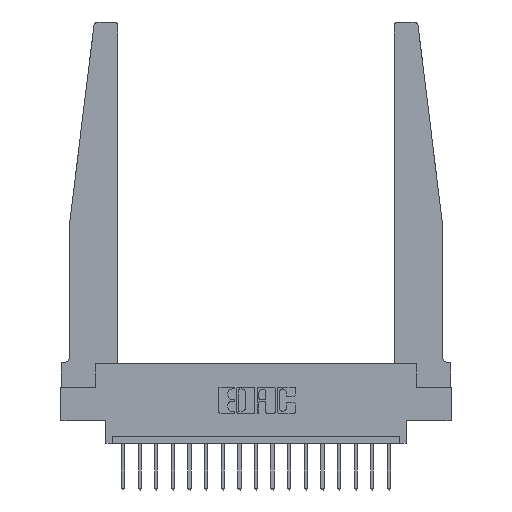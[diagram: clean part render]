
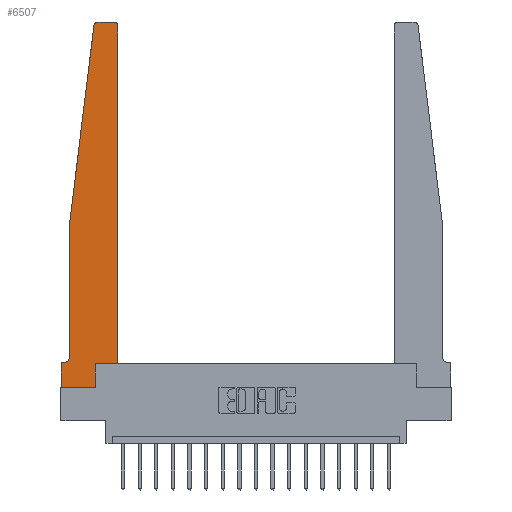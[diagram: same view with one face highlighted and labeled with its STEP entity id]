
A CAD part, top view. The second image highlights one B-rep face of the part: STEP entity #6507.
In plain terms, the highlighted planar face has unit normal (0, 0, 1).
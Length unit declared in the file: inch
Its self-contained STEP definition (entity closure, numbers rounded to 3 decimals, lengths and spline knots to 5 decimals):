
#115 = CARTESIAN_POINT ( 'NONE',  ( 0.425, 2.72, 0.37 ) ) ;
#203 = VECTOR ( 'NONE', #2505, 39.37008 ) ;
#786 = FACE_OUTER_BOUND ( 'NONE', #18730, .T. ) ;
#913 = DIRECTION ( 'NONE',  ( 0., -1., 0. ) ) ;
#1421 = DIRECTION ( 'NONE',  ( -0.122, -0.992, 0. ) ) ;
#1610 = DIRECTION ( 'NONE',  ( 0., -1., 0. ) ) ;
#1825 = PLANE ( 'NONE',  #7073 ) ;
#1933 = VERTEX_POINT ( 'NONE', #115 ) ;
#1936 = LINE ( 'NONE', #9254, #2155 ) ;
#1944 = VECTOR ( 'NONE', #1610, 39.37008 ) ;
#2155 = VECTOR ( 'NONE', #913, 39.37008 ) ;
#2174 = DIRECTION ( 'NONE',  ( 1., 0., 0. ) ) ;
#2505 = DIRECTION ( 'NONE',  ( 1., 0., 0. ) ) ;
#2603 = DIRECTION ( 'NONE',  ( -1., 0., 0. ) ) ;
#2853 = LINE ( 'NONE', #10315, #1944 ) ;
#2975 = ORIENTED_EDGE ( 'NONE', *, *, #16939, .T. ) ;
#3492 = CARTESIAN_POINT ( 'NONE',  ( 0.425, 0.18, 0.37 ) ) ;
#3578 = CARTESIAN_POINT ( 'NONE',  ( 0.065, 1.25, 0.37 ) ) ;
#3697 = CIRCLE ( 'NONE', #5368, 0.05 ) ;
#3840 = DIRECTION ( 'NONE',  ( 0., 0., 1. ) ) ;
#3917 = CARTESIAN_POINT ( 'NONE',  ( 0.395, 2.72, 0.37 ) ) ;
#4009 = DIRECTION ( 'NONE',  ( -1., 0., 0. ) ) ;
#4174 = EDGE_CURVE ( 'NONE', #4725, #10897, #16918, .T. ) ;
#4189 = CARTESIAN_POINT ( 'NONE',  ( 0.065, 1.25, 0.37 ) ) ;
#4245 = CARTESIAN_POINT ( 'NONE',  ( 0.2605, 0.18, 0.37 ) ) ;
#4383 = VERTEX_POINT ( 'NONE', #11882 ) ;
#4437 = LINE ( 'NONE', #9839, #9410 ) ;
#4451 = ORIENTED_EDGE ( 'NONE', *, *, #4174, .T. ) ;
#4477 = LINE ( 'NONE', #9689, #203 ) ;
#4557 = EDGE_CURVE ( 'NONE', #7630, #4725, #3697, .T. ) ;
#4725 = VERTEX_POINT ( 'NONE', #11630 ) ;
#5065 = VECTOR ( 'NONE', #2603, 39.37008 ) ;
#5102 = CARTESIAN_POINT ( 'NONE',  ( 0.015, 0.2375, 0.37 ) ) ;
#5111 = DIRECTION ( 'NONE',  ( 0., 0., 1. ) ) ;
#5312 = DIRECTION ( 'NONE',  ( 1., 0., 0. ) ) ;
#5368 = AXIS2_PLACEMENT_3D ( 'NONE', #5102, #9515, #4009 ) ;
#5944 = DIRECTION ( 'NONE',  ( 0., 0., 1. ) ) ;
#6332 = CARTESIAN_POINT ( 'NONE',  ( 0.24675, 2.72367, 0.37 ) ) ;
#6507 = ADVANCED_FACE ( 'NONE', ( #786 ), #1825, .T. ) ;
#6520 = VECTOR ( 'NONE', #1421, 39.37008 ) ;
#6548 = EDGE_CURVE ( 'NONE', #7208, #7179, #14614, .T. ) ;
#6923 = CIRCLE ( 'NONE', #16569, 0.03 ) ;
#7073 = AXIS2_PLACEMENT_3D ( 'NONE', #13882, #5111, #2174 ) ;
#7129 = CARTESIAN_POINT ( 'NONE',  ( 0.395, 2.75, 0.37 ) ) ;
#7179 = VERTEX_POINT ( 'NONE', #17583 ) ;
#7208 = VERTEX_POINT ( 'NONE', #7129 ) ;
#7630 = VERTEX_POINT ( 'NONE', #16646 ) ;
#7785 = VECTOR ( 'NONE', #12374, 39.37008 ) ;
#8288 = VERTEX_POINT ( 'NONE', #4245 ) ;
#8369 = VERTEX_POINT ( 'NONE', #11077 ) ;
#8493 = EDGE_CURVE ( 'NONE', #8288, #4383, #11605, .T. ) ;
#9240 = DIRECTION ( 'NONE',  ( 0., 1., 0. ) ) ;
#9254 = CARTESIAN_POINT ( 'NONE',  ( 0.065, 1.25, 0.37 ) ) ;
#9329 = CARTESIAN_POINT ( 'NONE',  ( 0.425, 0.18, 0.37 ) ) ;
#9410 = VECTOR ( 'NONE', #9902, 39.37008 ) ;
#9515 = DIRECTION ( 'NONE',  ( 0., 0., -1. ) ) ;
#9531 = CARTESIAN_POINT ( 'NONE',  ( 0.25, 2.75, 0.37 ) ) ;
#9646 = ORIENTED_EDGE ( 'NONE', *, *, #4557, .T. ) ;
#9689 = CARTESIAN_POINT ( 'NONE',  ( 0., 0., 0.37 ) ) ;
#9741 = ORIENTED_EDGE ( 'NONE', *, *, #16274, .T. ) ;
#9752 = ORIENTED_EDGE ( 'NONE', *, *, #18098, .T. ) ;
#9839 = CARTESIAN_POINT ( 'NONE',  ( 0.2605, 0.18, 0.37 ) ) ;
#9902 = DIRECTION ( 'NONE',  ( 0., 1., 0. ) ) ;
#10315 = CARTESIAN_POINT ( 'NONE',  ( 0., 0., 0.37 ) ) ;
#10338 = CARTESIAN_POINT ( 'NONE',  ( 0., 0.1875, 0.37 ) ) ;
#10762 = EDGE_CURVE ( 'NONE', #13923, #8369, #4477, .T. ) ;
#10897 = VERTEX_POINT ( 'NONE', #10338 ) ;
#11077 = CARTESIAN_POINT ( 'NONE',  ( 0.2605, 0., 0.37 ) ) ;
#11605 = LINE ( 'NONE', #9329, #16621 ) ;
#11630 = CARTESIAN_POINT ( 'NONE',  ( 0.015, 0.1875, 0.37 ) ) ;
#11882 = CARTESIAN_POINT ( 'NONE',  ( 0.425, 0.18, 0.37 ) ) ;
#12265 = EDGE_CURVE ( 'NONE', #8369, #8288, #4437, .T. ) ;
#12374 = DIRECTION ( 'NONE',  ( -1., 0., 0. ) ) ;
#12400 = CIRCLE ( 'NONE', #14500, 0.03 ) ;
#12413 = ORIENTED_EDGE ( 'NONE', *, *, #16414, .T. ) ;
#12939 = VERTEX_POINT ( 'NONE', #6332 ) ;
#13392 = ORIENTED_EDGE ( 'NONE', *, *, #10762, .T. ) ;
#13701 = LINE ( 'NONE', #3492, #15055 ) ;
#13882 = CARTESIAN_POINT ( 'NONE',  ( 0., 0.1875, 0.37 ) ) ;
#13923 = VERTEX_POINT ( 'NONE', #15576 ) ;
#14188 = EDGE_CURVE ( 'NONE', #12939, #18828, #18153, .T. ) ;
#14500 = AXIS2_PLACEMENT_3D ( 'NONE', #14644, #5944, #14706 ) ;
#14614 = LINE ( 'NONE', #9531, #7785 ) ;
#14644 = CARTESIAN_POINT ( 'NONE',  ( 0.27653, 2.72, 0.37 ) ) ;
#14706 = DIRECTION ( 'NONE',  ( 1., 0., 0. ) ) ;
#15055 = VECTOR ( 'NONE', #9240, 39.37008 ) ;
#15276 = EDGE_CURVE ( 'NONE', #10897, #13923, #2853, .T. ) ;
#15535 = ORIENTED_EDGE ( 'NONE', *, *, #12265, .T. ) ;
#15576 = CARTESIAN_POINT ( 'NONE',  ( 0., 0., 0.37 ) ) ;
#16274 = EDGE_CURVE ( 'NONE', #1933, #7208, #6923, .T. ) ;
#16414 = EDGE_CURVE ( 'NONE', #18828, #7630, #1936, .T. ) ;
#16482 = DIRECTION ( 'NONE',  ( 1., 0., 0. ) ) ;
#16569 = AXIS2_PLACEMENT_3D ( 'NONE', #3917, #3840, #5312 ) ;
#16621 = VECTOR ( 'NONE', #16482, 39.37008 ) ;
#16646 = CARTESIAN_POINT ( 'NONE',  ( 0.065, 0.2375, 0.37 ) ) ;
#16857 = ORIENTED_EDGE ( 'NONE', *, *, #15276, .T. ) ;
#16918 = LINE ( 'NONE', #17309, #5065 ) ;
#16939 = EDGE_CURVE ( 'NONE', #7179, #12939, #12400, .T. ) ;
#17235 = ORIENTED_EDGE ( 'NONE', *, *, #8493, .T. ) ;
#17309 = CARTESIAN_POINT ( 'NONE',  ( 0.065, 0.1875, 0.37 ) ) ;
#17583 = CARTESIAN_POINT ( 'NONE',  ( 0.27653, 2.75, 0.37 ) ) ;
#18098 = EDGE_CURVE ( 'NONE', #4383, #1933, #13701, .T. ) ;
#18153 = LINE ( 'NONE', #4189, #6520 ) ;
#18540 = ORIENTED_EDGE ( 'NONE', *, *, #6548, .T. ) ;
#18712 = ORIENTED_EDGE ( 'NONE', *, *, #14188, .T. ) ;
#18730 = EDGE_LOOP ( 'NONE', ( #18540, #2975, #18712, #12413, #9646, #4451, #16857, #13392, #15535, #17235, #9752, #9741 ) ) ;
#18828 = VERTEX_POINT ( 'NONE', #3578 ) ;
